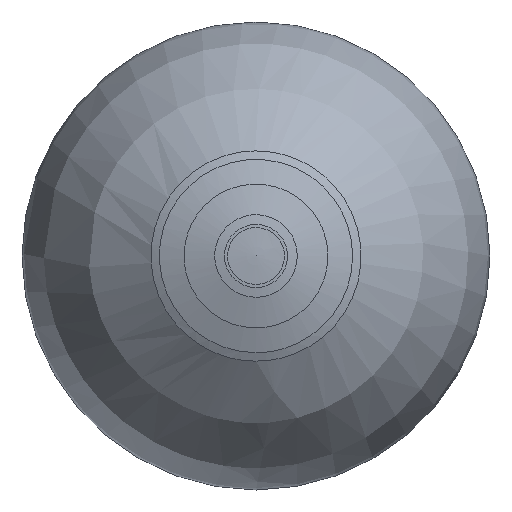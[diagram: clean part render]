
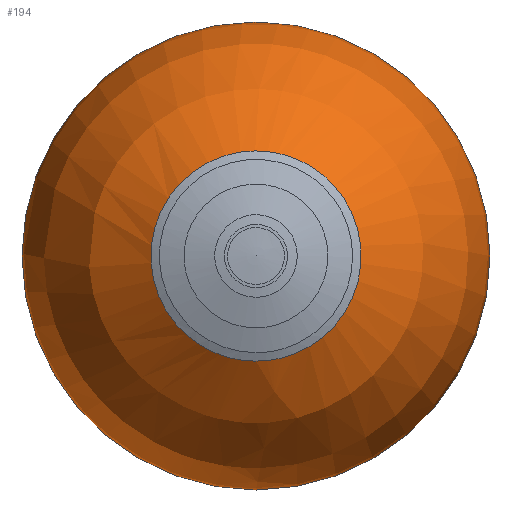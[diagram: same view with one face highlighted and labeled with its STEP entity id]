
A CAD part, left-side view. The second image highlights one B-rep face of the part: STEP entity #194.
In plain terms, the highlighted face is a revolution surface.
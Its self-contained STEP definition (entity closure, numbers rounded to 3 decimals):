
#32=(
BOUNDED_CURVE()
B_SPLINE_CURVE(3,(#902,#903,#904,#905,#906,#907,#908),.UNSPECIFIED.,.T.,
 .F.)
B_SPLINE_CURVE_WITH_KNOTS((1,3,3,3,1),(-0.5,0.,0.5,1.,1.5),
 .UNSPECIFIED.)
CURVE()
GEOMETRIC_REPRESENTATION_ITEM()
RATIONAL_B_SPLINE_CURVE((1.,0.333,0.333,1.,0.333,
0.333,1.))
REPRESENTATION_ITEM('')
);
#36=SURFACE_OF_REVOLUTION('',#89,#45);
#45=AXIS1_PLACEMENT('',#917,#618);
#89=B_SPLINE_CURVE_WITH_KNOTS('',3,(#910,#911,#912,#913,#914,#915,#916),
 .UNSPECIFIED.,.F.,.F.,(4,1,1,1,4),(0.,0.25,0.5,0.75,1.),.UNSPECIFIED.);
#156=FACE_BOUND('',#258,.T.);
#157=FACE_BOUND('',#259,.T.);
#194=ADVANCED_FACE('',(#156,#157),#36,.F.);
#258=EDGE_LOOP('',(#354));
#259=EDGE_LOOP('',(#355));
#354=ORIENTED_EDGE('',*,*,#447,.T.);
#355=ORIENTED_EDGE('',*,*,#448,.F.);
#398=VERTEX_POINT('',#896);
#399=VERTEX_POINT('',#909);
#447=EDGE_CURVE('',#398,#398,#471,.T.);
#448=EDGE_CURVE('',#399,#399,#32,.T.);
#471=CIRCLE('',#516,8.);
#516=AXIS2_PLACEMENT_3D('',#895,#615,#616);
#615=DIRECTION('',(-1.,0.,0.));
#616=DIRECTION('',(0.,0.,-1.));
#618=DIRECTION('',(-1.,0.,0.));
#895=CARTESIAN_POINT('',(8.,0.,0.));
#896=CARTESIAN_POINT('',(8.,0.,-8.));
#902=CARTESIAN_POINT('',(0.852,0.,-3.593));
#903=CARTESIAN_POINT('',(0.852,-7.187,-3.593));
#904=CARTESIAN_POINT('',(0.852,-7.187,3.593));
#905=CARTESIAN_POINT('',(0.852,0.,3.593));
#906=CARTESIAN_POINT('',(0.852,7.187,3.593));
#907=CARTESIAN_POINT('',(0.852,7.187,-3.593));
#908=CARTESIAN_POINT('',(0.852,0.,-3.593));
#909=CARTESIAN_POINT('',(0.852,0.,-3.593));
#910=CARTESIAN_POINT('',(0.852,-3.265,1.5));
#911=CARTESIAN_POINT('',(1.163,-3.945,1.5));
#912=CARTESIAN_POINT('',(1.98,-5.216,1.5));
#913=CARTESIAN_POINT('',(3.693,-6.701,1.5));
#914=CARTESIAN_POINT('',(5.756,-7.643,1.5));
#915=CARTESIAN_POINT('',(7.252,-7.858,1.5));
#916=CARTESIAN_POINT('',(8.,-7.858,1.5));
#917=CARTESIAN_POINT('',(8.,0.,0.));
